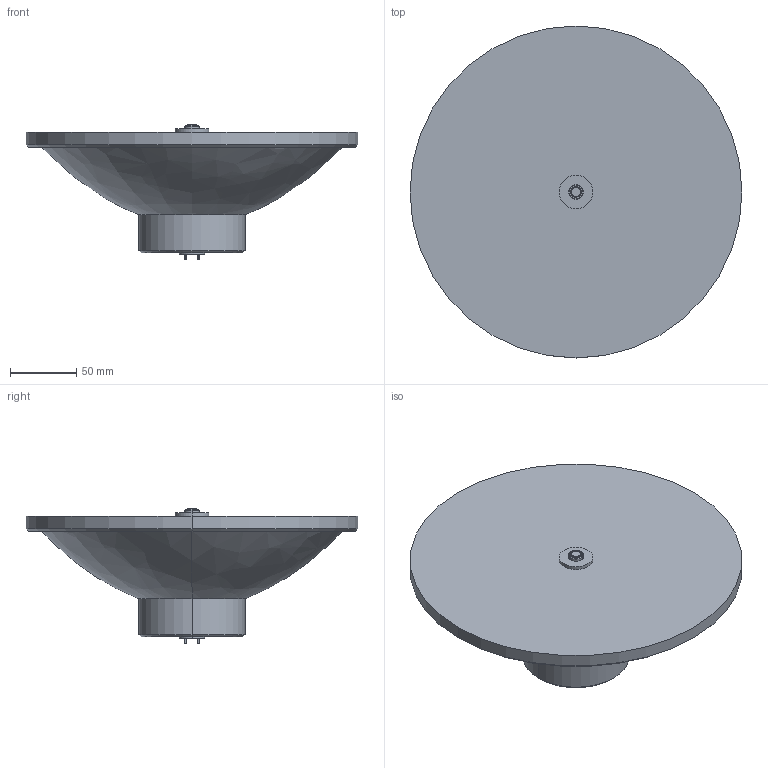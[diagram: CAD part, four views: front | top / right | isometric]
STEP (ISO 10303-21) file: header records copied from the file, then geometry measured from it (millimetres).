
FILE_DESCRIPTION (( 'STEP AP203' ), '1' );
FILE_NAME ('AY-R0353-09-A REV 1.0.STEP', '2024-04-03T22:47:58', ( '' ), ( '' ), 'SwSTEP 2.0', 'SolidWorks 2021', '' );
FILE_SCHEMA (( 'CONFIG_CONTROL_DESIGN' ));
Length unit declared in the file: inch
Products named in the file (1): AY-R0353-09-A REV 1.0
Bounding box: 250.19 x 250.19 x 101.48 mm (x, y, z)
Volume: 1853221 mm3; surface area: 125326 mm2
Topology: 1 solids, 3 shells, 257 faces, 568 edges, 324 vertices
Faces by surface type: cone 104, cylinder 86, plane 61, bspline 6
Entity records: 7221 total; most frequent: CARTESIAN_POINT 1560, DIRECTION 1258, ORIENTED_EDGE 1072, EDGE_CURVE 536, AXIS2_PLACEMENT_3D 514, VERTEX_POINT 324, EDGE_LOOP 296, CIRCLE 262
